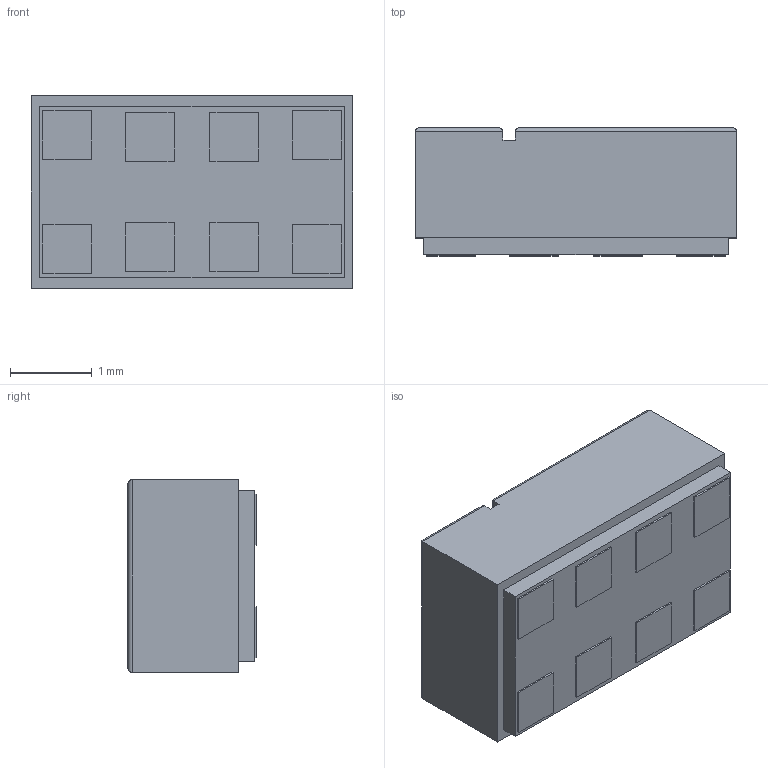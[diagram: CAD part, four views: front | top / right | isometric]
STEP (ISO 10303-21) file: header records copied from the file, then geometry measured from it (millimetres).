
FILE_DESCRIPTION(/* description */ ('Unknown'),/* implementation_level */ '2;1');
FILE_NAME(/* name */ 'APDS-9960',/* time_stamp */ '2023-02-20T07:21:29+02:00',/* author */ ('Unknown'),/* organization */ ('Unknown'),/* preprocessor_version */ 'ST-DEVELOPER v18.1',/* originating_system */ 'Solid Edge',/* authorisation */ 'Unknown');
FILE_SCHEMA (('AUTOMOTIVE_DESIGN {1 0 10303 214 3 1 1}'));
Length unit declared in the file: millimetre
Products named in the file (1): APDS-9960
Bounding box: 3.94 x 1.57 x 2.36 mm (x, y, z)
Volume: 13.9 mm3; surface area: 39.8 mm2
Topology: 1 solids, 1 shells, 73 faces, 167 edges, 108 vertices
Faces by surface type: plane 60, cylinder 12, torus 1
Full cylindrical faces by diameter (mm): 1.1 x1
Entity records: 2549 total; most frequent: CARTESIAN_POINT 354, ORIENTED_EDGE 332, DIRECTION 327, EDGE_CURVE 166, LINE 149, VECTOR 149, VERTEX_POINT 108, AXIS2_PLACEMENT_3D 89
